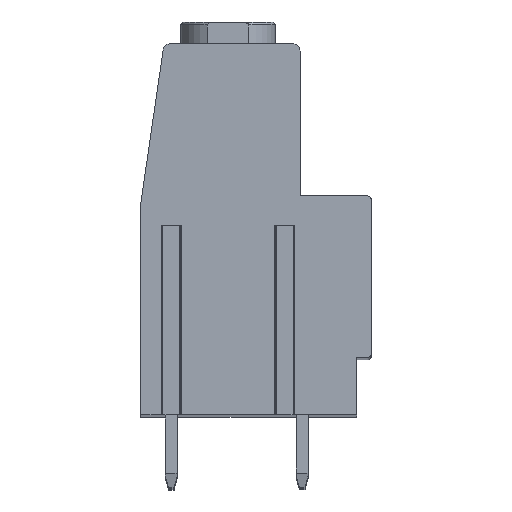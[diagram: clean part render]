
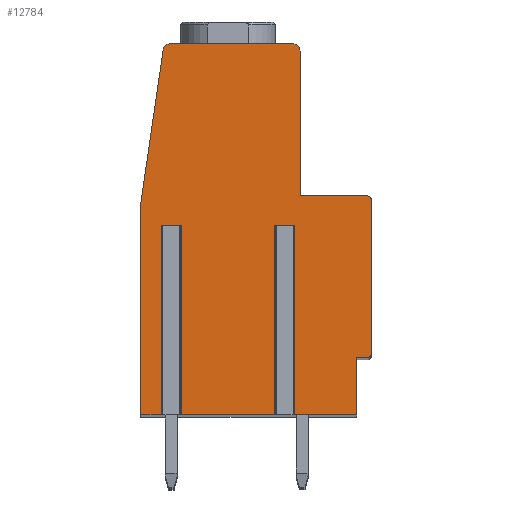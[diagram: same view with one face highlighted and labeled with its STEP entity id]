
A CAD part, top view. The second image highlights one B-rep face of the part: STEP entity #12784.
In plain terms, the highlighted planar face has unit normal (0, 0, 1).
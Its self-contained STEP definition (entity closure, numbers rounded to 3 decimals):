
#15=DIRECTION('',(1.,0.,0.));
#16=VECTOR('',#15,0.8);
#17=CARTESIAN_POINT('',(-6.226,0.25,3.175));
#18=LINE('',#17,#16);
#19=DIRECTION('',(0.,1.,0.));
#20=VECTOR('',#19,13.);
#21=CARTESIAN_POINT('',(-6.226,-12.75,3.175));
#22=LINE('',#21,#20);
#23=DIRECTION('',(-1.,0.,0.));
#24=VECTOR('',#23,1.699);
#25=CARTESIAN_POINT('',(-6.226,-12.75,3.175));
#26=LINE('',#25,#24);
#27=DIRECTION('',(0.,1.,0.));
#28=VECTOR('',#27,14.5);
#29=CARTESIAN_POINT('',(-7.925,-12.75,3.175));
#30=LINE('',#29,#28);
#31=DIRECTION('',(0.144,0.99,0.));
#32=VECTOR('',#31,10.683);
#33=CARTESIAN_POINT('',(-7.925,1.75,3.175));
#34=LINE('',#33,#32);
#35=CARTESIAN_POINT('',(-5.892,12.25,3.175));
#36=DIRECTION('',(0.,0.,-1.));
#37=DIRECTION('',(-0.99,0.144,0.));
#38=AXIS2_PLACEMENT_3D('',#35,#36,#37);
#40=CARTESIAN_POINT('',(2.525,12.25,3.175));
#41=DIRECTION('',(0.,0.,-1.));
#42=DIRECTION('',(0.,1.,0.));
#43=AXIS2_PLACEMENT_3D('',#40,#41,#42);
#45=DIRECTION('',(0.,-1.,0.));
#46=VECTOR('',#45,9.95);
#47=CARTESIAN_POINT('',(3.025,12.25,3.175));
#48=LINE('',#47,#46);
#49=DIRECTION('',(1.,0.,0.));
#50=VECTOR('',#49,4.6);
#51=CARTESIAN_POINT('',(3.025,2.3,3.175));
#52=LINE('',#51,#50);
#53=CARTESIAN_POINT('',(7.625,2.,3.175));
#54=DIRECTION('',(0.,0.,-1.));
#55=DIRECTION('',(0.,1.,0.));
#56=AXIS2_PLACEMENT_3D('',#53,#54,#55);
#58=DIRECTION('',(0.,-1.,0.));
#59=VECTOR('',#58,10.5);
#60=CARTESIAN_POINT('',(7.925,2.,3.175));
#61=LINE('',#60,#59);
#62=CARTESIAN_POINT('',(7.625,-8.5,3.175));
#63=DIRECTION('',(0.,0.,-1.));
#64=DIRECTION('',(1.,0.,0.));
#65=AXIS2_PLACEMENT_3D('',#62,#63,#64);
#67=DIRECTION('',(-1.,0.,0.));
#68=VECTOR('',#67,0.7);
#69=CARTESIAN_POINT('',(7.625,-8.8,3.175));
#70=LINE('',#69,#68);
#71=DIRECTION('',(0.,-1.,0.));
#72=VECTOR('',#71,3.95);
#73=CARTESIAN_POINT('',(6.925,-8.8,3.175));
#74=LINE('',#73,#72);
#75=DIRECTION('',(-1.,0.,0.));
#76=VECTOR('',#75,4.551);
#77=CARTESIAN_POINT('',(6.925,-12.75,3.175));
#78=LINE('',#77,#76);
#79=DIRECTION('',(0.,1.,0.));
#80=VECTOR('',#79,13.);
#81=CARTESIAN_POINT('',(2.374,-12.75,3.175));
#82=LINE('',#81,#80);
#83=DIRECTION('',(1.,0.,0.));
#84=VECTOR('',#83,0.8);
#85=CARTESIAN_POINT('',(1.574,0.25,3.175));
#86=LINE('',#85,#84);
#87=DIRECTION('',(0.,1.,0.));
#88=VECTOR('',#87,13.);
#89=CARTESIAN_POINT('',(1.574,-12.75,3.175));
#90=LINE('',#89,#88);
#91=DIRECTION('',(-1.,0.,0.));
#92=VECTOR('',#91,7.);
#93=CARTESIAN_POINT('',(1.574,-12.75,3.175));
#94=LINE('',#93,#92);
#95=DIRECTION('',(0.,1.,0.));
#96=VECTOR('',#95,13.);
#97=CARTESIAN_POINT('',(-5.426,-12.75,3.175));
#98=LINE('',#97,#96);
#951=DIRECTION('',(-1.,0.,0.));
#952=VECTOR('',#951,8.417);
#953=CARTESIAN_POINT('',(2.525,12.75,3.175));
#954=LINE('',#953,#952);
#10011=CARTESIAN_POINT('',(6.925,-8.8,3.175));
#10012=CARTESIAN_POINT('',(6.925,-12.75,3.175));
#10013=VERTEX_POINT('',#10011);
#10014=VERTEX_POINT('',#10012);
#10015=CARTESIAN_POINT('',(7.625,-8.8,3.175));
#10016=VERTEX_POINT('',#10015);
#10017=CARTESIAN_POINT('',(7.925,-8.5,3.175));
#10018=VERTEX_POINT('',#10017);
#10019=CARTESIAN_POINT('',(7.925,2.,3.175));
#10020=VERTEX_POINT('',#10019);
#10021=CARTESIAN_POINT('',(7.625,2.3,3.175));
#10022=VERTEX_POINT('',#10021);
#10023=CARTESIAN_POINT('',(3.025,2.3,3.175));
#10024=VERTEX_POINT('',#10023);
#10025=CARTESIAN_POINT('',(3.025,12.25,3.175));
#10026=VERTEX_POINT('',#10025);
#10027=CARTESIAN_POINT('',(2.525,12.75,3.175));
#10028=VERTEX_POINT('',#10027);
#10029=CARTESIAN_POINT('',(-6.387,12.322,3.175));
#10030=CARTESIAN_POINT('',(-5.892,12.75,3.175));
#10031=VERTEX_POINT('',#10029);
#10032=VERTEX_POINT('',#10030);
#10033=CARTESIAN_POINT('',(-7.925,1.75,3.175));
#10034=VERTEX_POINT('',#10033);
#10035=CARTESIAN_POINT('',(-7.925,-12.75,3.175));
#10036=VERTEX_POINT('',#10035);
#10095=CARTESIAN_POINT('',(-6.226,0.25,3.175));
#10096=CARTESIAN_POINT('',(-5.426,0.25,3.175));
#10097=VERTEX_POINT('',#10095);
#10098=VERTEX_POINT('',#10096);
#10099=CARTESIAN_POINT('',(1.574,0.25,3.175));
#10100=CARTESIAN_POINT('',(2.374,0.25,3.175));
#10101=VERTEX_POINT('',#10099);
#10102=VERTEX_POINT('',#10100);
#10103=CARTESIAN_POINT('',(-5.426,-12.75,3.175));
#10104=VERTEX_POINT('',#10103);
#10105=CARTESIAN_POINT('',(-6.226,-12.75,3.175));
#10106=VERTEX_POINT('',#10105);
#10107=CARTESIAN_POINT('',(1.574,-12.75,3.175));
#10108=VERTEX_POINT('',#10107);
#10109=CARTESIAN_POINT('',(2.374,-12.75,3.175));
#10110=VERTEX_POINT('',#10109);
#12735=CARTESIAN_POINT('',(0.,0.,3.175));
#12736=DIRECTION('',(0.,0.,1.));
#12737=DIRECTION('',(1.,0.,0.));
#12738=AXIS2_PLACEMENT_3D('',#12735,#12736,#12737);
#12739=PLANE('',#12738);
#12741=ORIENTED_EDGE('',*,*,#12740,.F.);
#12743=ORIENTED_EDGE('',*,*,#12742,.F.);
#12745=ORIENTED_EDGE('',*,*,#12744,.T.);
#12747=ORIENTED_EDGE('',*,*,#12746,.T.);
#12749=ORIENTED_EDGE('',*,*,#12748,.T.);
#12751=ORIENTED_EDGE('',*,*,#12750,.T.);
#12753=ORIENTED_EDGE('',*,*,#12752,.F.);
#12755=ORIENTED_EDGE('',*,*,#12754,.T.);
#12757=ORIENTED_EDGE('',*,*,#12756,.T.);
#12759=ORIENTED_EDGE('',*,*,#12758,.T.);
#12761=ORIENTED_EDGE('',*,*,#12760,.T.);
#12763=ORIENTED_EDGE('',*,*,#12762,.T.);
#12765=ORIENTED_EDGE('',*,*,#12764,.T.);
#12767=ORIENTED_EDGE('',*,*,#12766,.T.);
#12769=ORIENTED_EDGE('',*,*,#12768,.T.);
#12771=ORIENTED_EDGE('',*,*,#12770,.T.);
#12773=ORIENTED_EDGE('',*,*,#12772,.T.);
#12775=ORIENTED_EDGE('',*,*,#12774,.F.);
#12777=ORIENTED_EDGE('',*,*,#12776,.F.);
#12779=ORIENTED_EDGE('',*,*,#12778,.T.);
#12781=ORIENTED_EDGE('',*,*,#12780,.T.);
#12782=EDGE_LOOP('',(#12741,#12743,#12745,#12747,#12749,#12751,#12753,#12755,
#12757,#12759,#12761,#12763,#12765,#12767,#12769,#12771,#12773,#12775,#12777,
#12779,#12781));
#12783=FACE_OUTER_BOUND('',#12782,.F.);
#39=CIRCLE('',#38,0.5);
#44=CIRCLE('',#43,0.5);
#57=CIRCLE('',#56,0.3);
#66=CIRCLE('',#65,0.3);
#12740=EDGE_CURVE('',#10097,#10098,#18,.T.);
#12742=EDGE_CURVE('',#10106,#10097,#22,.T.);
#12744=EDGE_CURVE('',#10106,#10036,#26,.T.);
#12746=EDGE_CURVE('',#10036,#10034,#30,.T.);
#12748=EDGE_CURVE('',#10034,#10031,#34,.T.);
#12750=EDGE_CURVE('',#10031,#10032,#39,.T.);
#12752=EDGE_CURVE('',#10028,#10032,#954,.T.);
#12754=EDGE_CURVE('',#10028,#10026,#44,.T.);
#12756=EDGE_CURVE('',#10026,#10024,#48,.T.);
#12758=EDGE_CURVE('',#10024,#10022,#52,.T.);
#12760=EDGE_CURVE('',#10022,#10020,#57,.T.);
#12762=EDGE_CURVE('',#10020,#10018,#61,.T.);
#12764=EDGE_CURVE('',#10018,#10016,#66,.T.);
#12766=EDGE_CURVE('',#10016,#10013,#70,.T.);
#12768=EDGE_CURVE('',#10013,#10014,#74,.T.);
#12770=EDGE_CURVE('',#10014,#10110,#78,.T.);
#12772=EDGE_CURVE('',#10110,#10102,#82,.T.);
#12774=EDGE_CURVE('',#10101,#10102,#86,.T.);
#12776=EDGE_CURVE('',#10108,#10101,#90,.T.);
#12778=EDGE_CURVE('',#10108,#10104,#94,.T.);
#12780=EDGE_CURVE('',#10104,#10098,#98,.T.);
#12784=ADVANCED_FACE('',(#12783),#12739,.T.);
